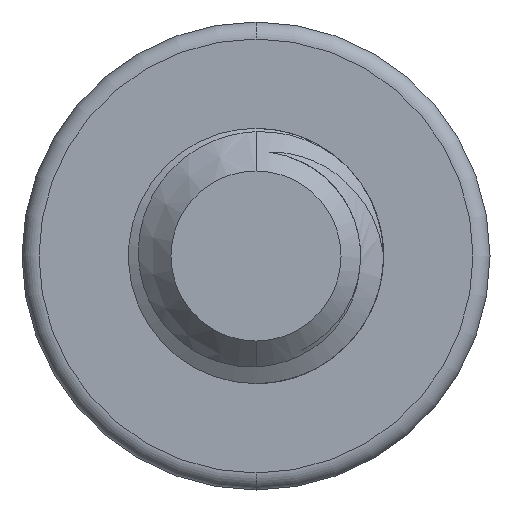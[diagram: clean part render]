
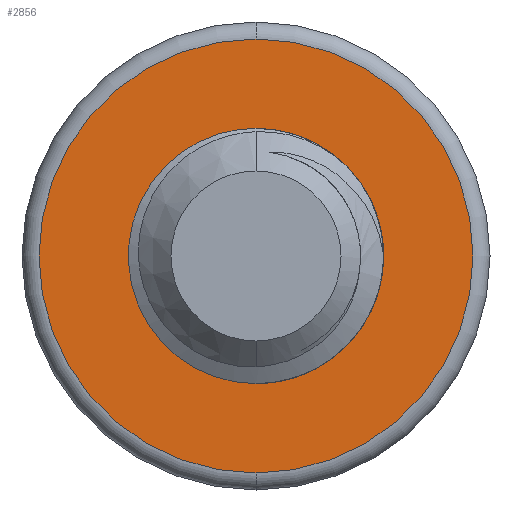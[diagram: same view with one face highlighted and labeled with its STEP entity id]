
A CAD part, front view. The second image highlights one B-rep face of the part: STEP entity #2856.
In plain terms, the highlighted planar face has unit normal (0, -1, 0).
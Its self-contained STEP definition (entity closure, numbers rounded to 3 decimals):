
#63 = CARTESIAN_POINT ( 'NONE',  ( -1.197, 16., 0.326 ) ) ;
#96 = CARTESIAN_POINT ( 'NONE',  ( -0.613, 16., -1.078 ) ) ;
#127 = CARTESIAN_POINT ( 'NONE',  ( 0., 16., -2.55 ) ) ;
#251 = CIRCLE ( 'NONE', #6100, 1.5 ) ;
#313 = CARTESIAN_POINT ( 'NONE',  ( -0.461, 16., -1.14 ) ) ;
#316 = CARTESIAN_POINT ( 'NONE',  ( -0.617, 16., 1.196 ) ) ;
#354 = CARTESIAN_POINT ( 'NONE',  ( 0.897, 16., 1.197 ) ) ;
#372 = CIRCLE ( 'NONE', #2164, 2.55 ) ;
#402 = CARTESIAN_POINT ( 'NONE',  ( 0., 16., 0. ) ) ;
#565 = ORIENTED_EDGE ( 'NONE', *, *, #6049, .T. ) ;
#593 = CARTESIAN_POINT ( 'NONE',  ( -1.198, 16., -0.322 ) ) ;
#759 = B_SPLINE_CURVE_WITH_KNOTS ( 'NONE', 3,
 ( #3265, #96, #4935, #5428, #2249, #593, #2745, #4903, #63, #2213 ),
 .UNSPECIFIED., .F., .F.,
 ( 4, 2, 2, 2, 4 ),
 ( 0., 0., 0.001, 0.001, 0.002 ),
 .UNSPECIFIED. ) ;
#763 = CARTESIAN_POINT ( 'NONE',  ( 0., 16., 2.55 ) ) ;
#843 = CARTESIAN_POINT ( 'NONE',  ( -1.133, 16., 0.477 ) ) ;
#859 = CARTESIAN_POINT ( 'NONE',  ( -1.133, 16., 0.477 ) ) ;
#960 = B_SPLINE_CURVE_WITH_KNOTS ( 'NONE', 3,
 ( #2426, #3514, #2983, #5146, #1886, #1072, #1437, #6307, #3214, #1400, #6235, #313 ),
 .UNSPECIFIED., .F., .F.,
 ( 4, 2, 2, 2, 2, 4 ),
 ( 0., 0., 0.001, 0.001, 0.002, 0.003 ),
 .UNSPECIFIED. ) ;
#1029 = VERTEX_POINT ( 'NONE', #1250 ) ;
#1072 = CARTESIAN_POINT ( 'NONE',  ( 1.175, 16., -0.82 ) ) ;
#1092 = VERTEX_POINT ( 'NONE', #3711 ) ;
#1103 = EDGE_CURVE ( 'NONE', #1029, #1092, #960, .T. ) ;
#1250 = CARTESIAN_POINT ( 'NONE',  ( 1.5, 16., 0. ) ) ;
#1383 = FACE_OUTER_BOUND ( 'NONE', #4982, .T. ) ;
#1400 = CARTESIAN_POINT ( 'NONE',  ( -0.038, 16., -1.298 ) ) ;
#1437 = CARTESIAN_POINT ( 'NONE',  ( 1.012, 16., -0.982 ) ) ;
#1832 = DIRECTION ( 'NONE',  ( 0., 1., 0. ) ) ;
#1886 = CARTESIAN_POINT ( 'NONE',  ( 1.35, 16., -0.536 ) ) ;
#1889 = CARTESIAN_POINT ( 'NONE',  ( -1.07, 16., 0.695 ) ) ;
#1929 = CARTESIAN_POINT ( 'NONE',  ( 0.694, 16., 1.305 ) ) ;
#1937 = EDGE_CURVE ( 'NONE', #1092, #5723, #759, .T. ) ;
#1946 = ORIENTED_EDGE ( 'NONE', *, *, #4031, .T. ) ;
#1975 = B_SPLINE_CURVE_WITH_KNOTS ( 'NONE', 3,
 ( #843, #1889, #2986, #316, #2468, #6128, #4657, #1929, #354, #3019 ),
 .UNSPECIFIED., .F., .F.,
 ( 4, 2, 2, 2, 4 ),
 ( 0., 0.001, 0.001, 0.002, 0.003 ),
 .UNSPECIFIED. ) ;
#2094 = VERTEX_POINT ( 'NONE', #763 ) ;
#2113 = DIRECTION ( 'NONE',  ( 0., 0., 1. ) ) ;
#2119 = DIRECTION ( 'NONE',  ( 0., -1., 0. ) ) ;
#2164 = AXIS2_PLACEMENT_3D ( 'NONE', #5548, #3954, #2113 ) ;
#2213 = CARTESIAN_POINT ( 'NONE',  ( -1.133, 16., 0.477 ) ) ;
#2249 = CARTESIAN_POINT ( 'NONE',  ( -1.073, 16., -0.621 ) ) ;
#2304 = CARTESIAN_POINT ( 'NONE',  ( 0., 16., 0. ) ) ;
#2373 = PLANE ( 'NONE',  #5003 ) ;
#2426 = CARTESIAN_POINT ( 'NONE',  ( 1.5, 16., 0. ) ) ;
#2468 = CARTESIAN_POINT ( 'NONE',  ( -0.409, 16., 1.304 ) ) ;
#2745 = CARTESIAN_POINT ( 'NONE',  ( -1.23, 16., -0.16 ) ) ;
#2856 = ADVANCED_FACE ( 'NONE', ( #1383, #5695 ), #2373, .F. ) ;
#2966 = DIRECTION ( 'NONE',  ( 0., 0., 1. ) ) ;
#2983 = CARTESIAN_POINT ( 'NONE',  ( 1.468, 16., -0.222 ) ) ;
#2986 = CARTESIAN_POINT ( 'NONE',  ( -0.947, 16., 0.891 ) ) ;
#3019 = CARTESIAN_POINT ( 'NONE',  ( 1.07, 16., 1.051 ) ) ;
#3214 = CARTESIAN_POINT ( 'NONE',  ( 0.409, 16., -1.283 ) ) ;
#3227 = DIRECTION ( 'NONE',  ( 0., 1., 0. ) ) ;
#3265 = CARTESIAN_POINT ( 'NONE',  ( -0.461, 16., -1.14 ) ) ;
#3282 = AXIS2_PLACEMENT_3D ( 'NONE', #402, #2119, #6252 ) ;
#3352 = DIRECTION ( 'NONE',  ( 0., 0., 1. ) ) ;
#3514 = CARTESIAN_POINT ( 'NONE',  ( 1.491, 16., -0.112 ) ) ;
#3673 = ORIENTED_EDGE ( 'NONE', *, *, #4696, .T. ) ;
#3711 = CARTESIAN_POINT ( 'NONE',  ( -0.461, 16., -1.14 ) ) ;
#3954 = DIRECTION ( 'NONE',  ( 0., -1., 0. ) ) ;
#4031 = EDGE_CURVE ( 'NONE', #5472, #2094, #4302, .T. ) ;
#4302 = CIRCLE ( 'NONE', #3282, 2.55 ) ;
#4392 = ORIENTED_EDGE ( 'NONE', *, *, #1937, .T. ) ;
#4458 = CARTESIAN_POINT ( 'NONE',  ( 0., 16., 0. ) ) ;
#4480 = VERTEX_POINT ( 'NONE', #4764 ) ;
#4551 = EDGE_LOOP ( 'NONE', ( #5362, #6924, #4392, #565 ) ) ;
#4657 = CARTESIAN_POINT ( 'NONE',  ( 0.257, 16., 1.413 ) ) ;
#4696 = EDGE_CURVE ( 'NONE', #2094, #5472, #372, .T. ) ;
#4705 = EDGE_CURVE ( 'NONE', #4480, #1029, #251, .T. ) ;
#4764 = CARTESIAN_POINT ( 'NONE',  ( 1.07, 16., 1.051 ) ) ;
#4903 = CARTESIAN_POINT ( 'NONE',  ( -1.229, 16., 0.166 ) ) ;
#4935 = CARTESIAN_POINT ( 'NONE',  ( -0.751, 16., -0.986 ) ) ;
#4982 = EDGE_LOOP ( 'NONE', ( #3673, #1946 ) ) ;
#5003 = AXIS2_PLACEMENT_3D ( 'NONE', #2304, #1832, #2966 ) ;
#5146 = CARTESIAN_POINT ( 'NONE',  ( 1.399, 16., -0.433 ) ) ;
#5362 = ORIENTED_EDGE ( 'NONE', *, *, #4705, .T. ) ;
#5428 = CARTESIAN_POINT ( 'NONE',  ( -0.981, 16., -0.759 ) ) ;
#5472 = VERTEX_POINT ( 'NONE', #127 ) ;
#5548 = CARTESIAN_POINT ( 'NONE',  ( 0., 16., 0. ) ) ;
#5695 = FACE_BOUND ( 'NONE', #4551, .T. ) ;
#5723 = VERTEX_POINT ( 'NONE', #859 ) ;
#6049 = EDGE_CURVE ( 'NONE', #5723, #4480, #1975, .T. ) ;
#6100 = AXIS2_PLACEMENT_3D ( 'NONE', #4458, #3227, #3352 ) ;
#6128 = CARTESIAN_POINT ( 'NONE',  ( 0.026, 16., 1.412 ) ) ;
#6235 = CARTESIAN_POINT ( 'NONE',  ( -0.262, 16., -1.247 ) ) ;
#6252 = DIRECTION ( 'NONE',  ( 0., 0., 1. ) ) ;
#6307 = CARTESIAN_POINT ( 'NONE',  ( 0.629, 16., -1.214 ) ) ;
#6924 = ORIENTED_EDGE ( 'NONE', *, *, #1103, .T. ) ;
